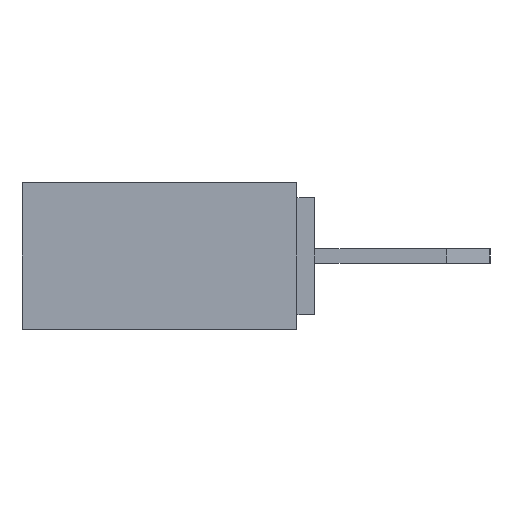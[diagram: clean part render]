
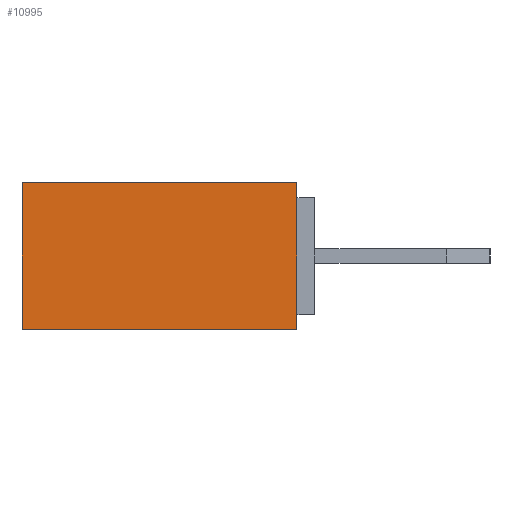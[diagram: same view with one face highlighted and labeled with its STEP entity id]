
A CAD part, left-side view. The second image highlights one B-rep face of the part: STEP entity #10995.
In plain terms, the highlighted planar face has unit normal (-1, 0, 0).
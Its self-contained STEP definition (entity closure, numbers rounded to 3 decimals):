
#69=DIRECTION('',(0.,1.,0.));
#70=VECTOR('',#69,4.7);
#71=CARTESIAN_POINT('',(-19.3,0.3,-1.25));
#72=LINE('',#71,#70);
#77=DIRECTION('',(0.,0.,1.));
#78=VECTOR('',#77,2.5);
#79=CARTESIAN_POINT('',(-19.3,5.,-1.25));
#80=LINE('',#79,#78);
#84=DIRECTION('',(0.,-1.,0.));
#85=VECTOR('',#84,4.7);
#86=CARTESIAN_POINT('',(-19.3,5.,1.25));
#87=LINE('',#86,#85);
#105=DIRECTION('',(0.,0.,1.));
#106=VECTOR('',#105,2.5);
#107=CARTESIAN_POINT('',(-19.3,0.3,-1.25));
#108=LINE('',#107,#106);
#9268=CARTESIAN_POINT('',(-19.3,5.,-1.25));
#9269=CARTESIAN_POINT('',(-19.3,5.,1.25));
#9270=VERTEX_POINT('',#9268);
#9271=VERTEX_POINT('',#9269);
#9468=CARTESIAN_POINT('',(-19.3,0.3,1.25));
#9470=VERTEX_POINT('',#9468);
#9472=CARTESIAN_POINT('',(-19.3,0.3,-1.25));
#9474=VERTEX_POINT('',#9472);
#10980=CARTESIAN_POINT('',(-19.3,0.,0.));
#10981=DIRECTION('',(1.,0.,0.));
#10982=DIRECTION('',(0.,0.,-1.));
#10983=AXIS2_PLACEMENT_3D('',#10980,#10981,#10982);
#10984=PLANE('',#10983);
#10986=ORIENTED_EDGE('',*,*,#10985,.F.);
#10988=ORIENTED_EDGE('',*,*,#10987,.T.);
#10990=ORIENTED_EDGE('',*,*,#10989,.T.);
#10992=ORIENTED_EDGE('',*,*,#10991,.T.);
#10993=EDGE_LOOP('',(#10986,#10988,#10990,#10992));
#10994=FACE_OUTER_BOUND('',#10993,.F.);
#10995=ADVANCED_FACE('',(#10994),#10984,.F.);
#10985=EDGE_CURVE('',#9474,#9470,#108,.T.);
#10987=EDGE_CURVE('',#9474,#9270,#72,.T.);
#10989=EDGE_CURVE('',#9270,#9271,#80,.T.);
#10991=EDGE_CURVE('',#9271,#9470,#87,.T.);
